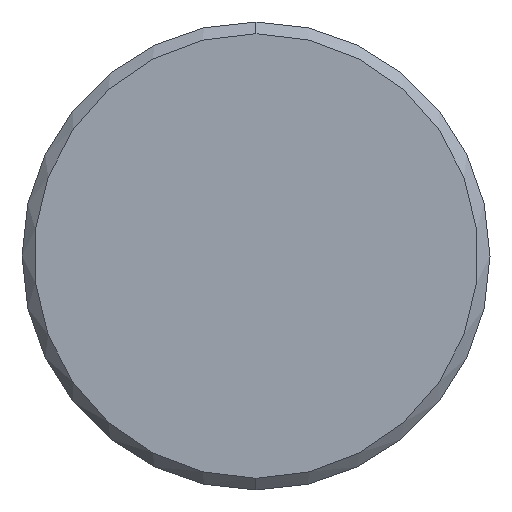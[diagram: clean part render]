
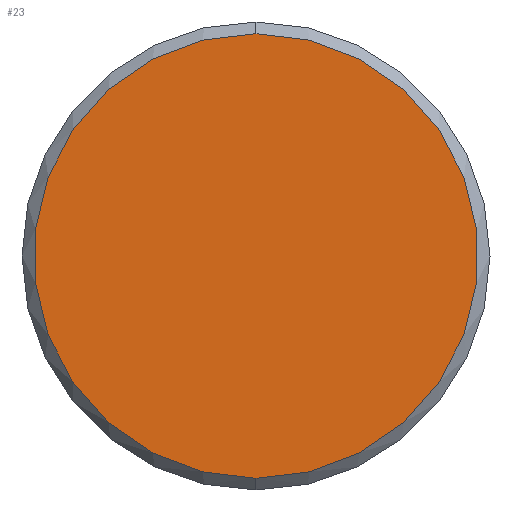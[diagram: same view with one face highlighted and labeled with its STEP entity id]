
A CAD part, left-side view. The second image highlights one B-rep face of the part: STEP entity #23.
In plain terms, the highlighted planar face has unit normal (-1, 0, 0).
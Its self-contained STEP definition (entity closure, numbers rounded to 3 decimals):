
#2 = CARTESIAN_POINT ( 'NONE',  ( -3000., 0., 9.5 ) ) ;
#4 = CARTESIAN_POINT ( 'NONE',  ( -3000., 0., -9.5 ) ) ;
#7 = VERTEX_POINT ( 'NONE', #4 ) ;
#8 = VERTEX_POINT ( 'NONE', #2 ) ;
#23 = ADVANCED_FACE ( 'NONE', ( #125 ), #152, .F. ) ;
#32 = DIRECTION ( 'NONE',  ( -1., 0., 0. ) ) ;
#34 = CARTESIAN_POINT ( 'NONE',  ( -3000., 0., 0. ) ) ;
#49 = ORIENTED_EDGE ( 'NONE', *, *, #210, .T. ) ;
#70 = EDGE_LOOP ( 'NONE', ( #49, #113 ) ) ;
#113 = ORIENTED_EDGE ( 'NONE', *, *, #189, .T. ) ;
#125 = FACE_OUTER_BOUND ( 'NONE', #70, .T. ) ;
#127 = CIRCLE ( 'NONE', #188, 9.5 ) ;
#138 = CIRCLE ( 'NONE', #204, 9.5 ) ;
#150 = CARTESIAN_POINT ( 'NONE',  ( -3000., 0., 0. ) ) ;
#152 = PLANE ( 'NONE',  #196 ) ;
#156 = DIRECTION ( 'NONE',  ( 1., 0., 0. ) ) ;
#165 = DIRECTION ( 'NONE',  ( 0., 0., -1. ) ) ;
#168 = DIRECTION ( 'NONE',  ( 0., 0., -1. ) ) ;
#188 = AXIS2_PLACEMENT_3D ( 'NONE', #257, #264, #265 ) ;
#189 = EDGE_CURVE ( 'NONE', #8, #7, #138, .T. ) ;
#196 = AXIS2_PLACEMENT_3D ( 'NONE', #150, #156, #168 ) ;
#204 = AXIS2_PLACEMENT_3D ( 'NONE', #34, #32, #165 ) ;
#210 = EDGE_CURVE ( 'NONE', #7, #8, #127, .T. ) ;
#257 = CARTESIAN_POINT ( 'NONE',  ( -3000., 0., 0. ) ) ;
#264 = DIRECTION ( 'NONE',  ( -1., 0., 0. ) ) ;
#265 = DIRECTION ( 'NONE',  ( 0., 0., -1. ) ) ;
